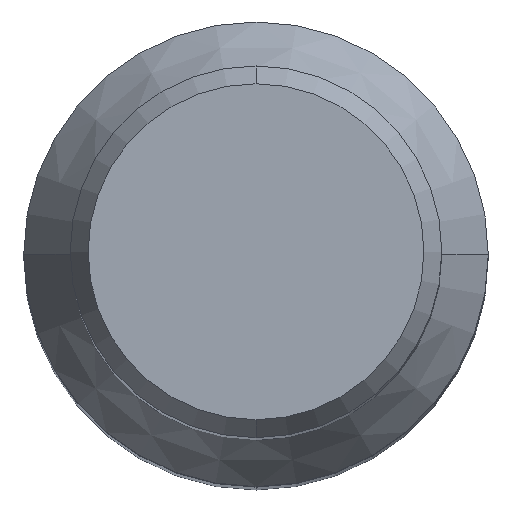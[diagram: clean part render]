
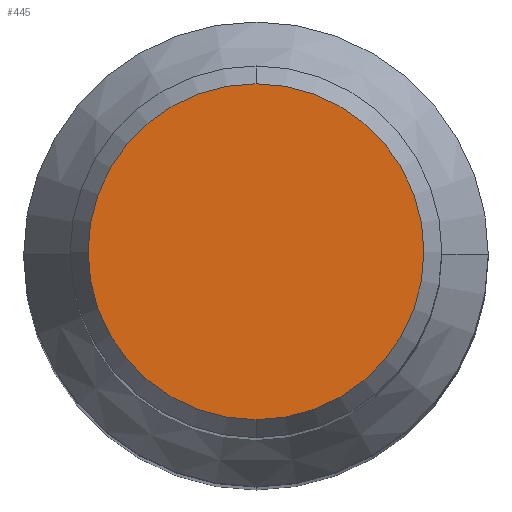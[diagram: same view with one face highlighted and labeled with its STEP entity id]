
A CAD part, top view. The second image highlights one B-rep face of the part: STEP entity #445.
In plain terms, the highlighted planar face has unit normal (0, 0, 1).
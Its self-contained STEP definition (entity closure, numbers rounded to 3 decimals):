
#209=EDGE_CURVE('',#303,#447,#568,.T.);
#303=VERTEX_POINT('',#673);
#445=ADVANCED_FACE('',(#831),#832,.T.);
#447=VERTEX_POINT('',#834);
#451=EDGE_CURVE('',#447,#303,#839,.T.);
#568=CIRCLE('',#969,5.423);
#673=CARTESIAN_POINT('',(0.,-5.423,0.0));
#831=FACE_OUTER_BOUND('',#1515,.T.);
#832=PLANE('',#1516);
#834=CARTESIAN_POINT('',(0.0,5.423,0.0));
#839=CIRCLE('',#1524,5.423);
#969=AXIS2_PLACEMENT_3D('',#1723,#1724,#1725);
#1515=EDGE_LOOP('',(#2011,#2012));
#1516=AXIS2_PLACEMENT_3D('',#2013,#2014,#2015);
#1524=AXIS2_PLACEMENT_3D('',#2025,#2026,#2027);
#1723=CARTESIAN_POINT('',(0.0,0.0,0.0));
#1724=DIRECTION('',(0.0,0.0,-1.0));
#1725=DIRECTION('',(0.0,1.0,0.0));
#2011=ORIENTED_EDGE('',*,*,#451,.F.);
#2012=ORIENTED_EDGE('',*,*,#209,.F.);
#2013=CARTESIAN_POINT('',(0.0,2.711,0.0));
#2014=DIRECTION('',(-0.0,0.0,1.0));
#2015=DIRECTION('',(0.0,-1.0,0.0));
#2025=CARTESIAN_POINT('',(0.0,0.0,0.0));
#2026=DIRECTION('',(0.0,0.0,-1.0));
#2027=DIRECTION('',(0.0,1.0,0.0));
